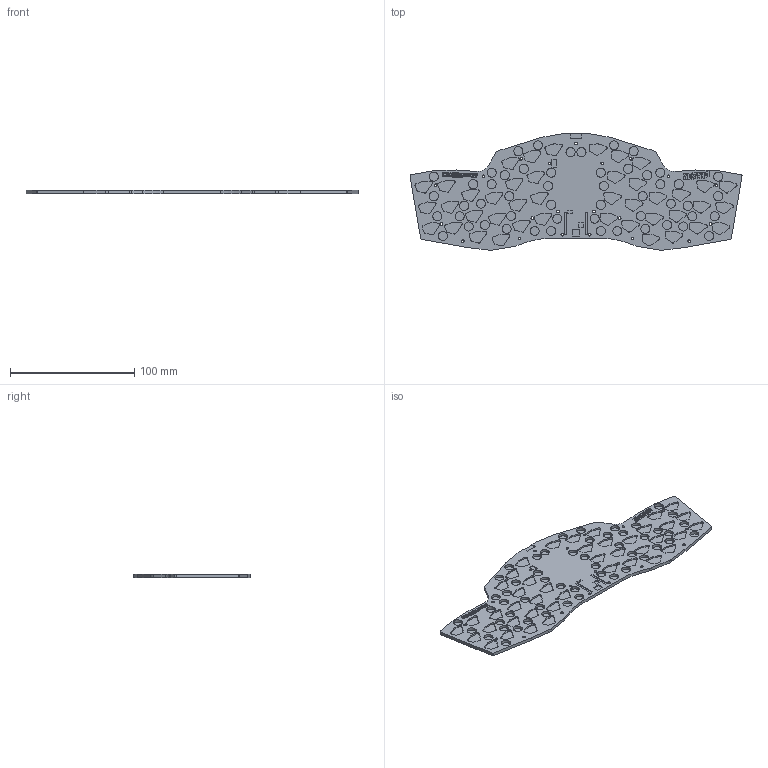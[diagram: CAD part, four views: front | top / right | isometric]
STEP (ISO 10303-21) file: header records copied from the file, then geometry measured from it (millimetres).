
FILE_DESCRIPTION(('STEP AP242'), '1');
FILE_NAME('Bottom_mEnki_v1_Plate', '', ('UNSPECIFIED'), ('UNSPECIFIED'), 'C3D Converter', 'C3D Toolkit', '');
FILE_SCHEMA(('AP242_MANAGED_MODEL_BASED_3D_ENGINEERING_MIM_LF { 1 0 10303 442 1 1 4 }'));
Length unit declared in the file: millimetre
Bounding box: 267.53 x 94.01 x 2.6 mm (x, y, z)
Volume: 37586.7 mm3; surface area: 43924 mm2
Topology: 1 solids, 1 shells, 1698 faces, 4720 edges, 3167 vertices
Faces by surface type: cylinder 934, plane 764
Full cylindrical faces by diameter (mm): 2.1 x21, 7.32 x52
Entity records: 68269 total; most frequent: DIRECTION 9911, CARTESIAN_POINT 9486, ORIENTED_EDGE 9178, EDGE_CURVE 4589, AXIS2_PLACEMENT_3D 3597, VERTEX_POINT 3108, LINE 2717, VECTOR 2717
